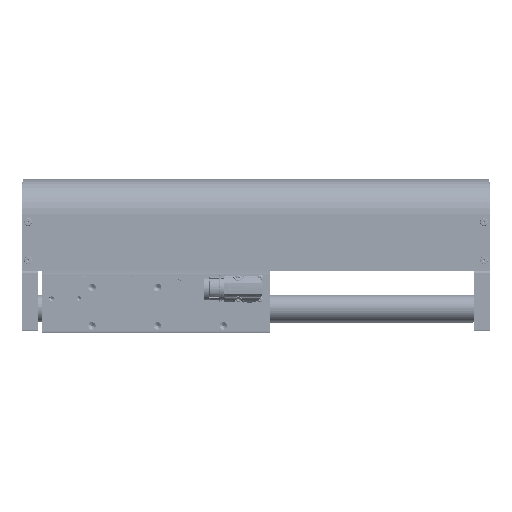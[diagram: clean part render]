
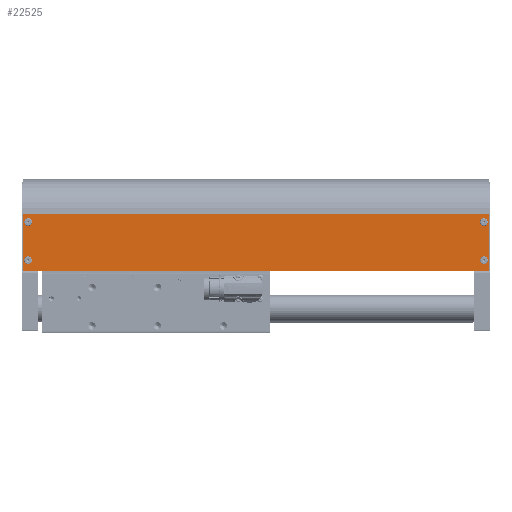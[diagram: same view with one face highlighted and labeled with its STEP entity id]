
A CAD part, top view. The second image highlights one B-rep face of the part: STEP entity #22525.
In plain terms, the highlighted face is planar.
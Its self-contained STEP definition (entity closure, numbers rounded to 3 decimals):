
#1212 = DIRECTION ( 'NONE',  ( 0., 0., 1. ) ) ;
#1543 = DIRECTION ( 'NONE',  ( 0., -1., 0. ) ) ;
#4018 = EDGE_LOOP ( 'NONE', ( #45255 ) ) ;
#4629 = AXIS2_PLACEMENT_3D ( 'NONE', #22990, #71618, #78519 ) ;
#6646 = EDGE_LOOP ( 'NONE', ( #27779 ) ) ;
#6656 = EDGE_CURVE ( 'NONE', #22543, #67944, #69502, .T. ) ;
#7107 = DIRECTION ( 'NONE',  ( 0., 0., 1. ) ) ;
#9636 = CIRCLE ( 'NONE', #29171, 2.4 ) ;
#10255 = FACE_BOUND ( 'NONE', #4018, .T. ) ;
#11982 = ORIENTED_EDGE ( 'NONE', *, *, #71376, .F. ) ;
#12620 = FACE_BOUND ( 'NONE', #57079, .T. ) ;
#13416 = DIRECTION ( 'NONE',  ( -1., 0., 0. ) ) ;
#15001 = CIRCLE ( 'NONE', #4629, 2.4 ) ;
#15319 = DIRECTION ( 'NONE',  ( -1., 0., 0. ) ) ;
#15947 = EDGE_CURVE ( 'NONE', #28889, #48312, #72800, .T. ) ;
#16681 = CARTESIAN_POINT ( 'NONE',  ( -32., 0., 427. ) ) ;
#16804 = VERTEX_POINT ( 'NONE', #48235 ) ;
#17677 = CARTESIAN_POINT ( 'NONE',  ( -32., -7., 424.4 ) ) ;
#18072 = EDGE_CURVE ( 'NONE', #25538, #25538, #15001, .T. ) ;
#21639 = DIRECTION ( 'NONE',  ( 0., -1., 0. ) ) ;
#22525 = ADVANCED_FACE ( 'NONE', ( #73833, #42811, #12620, #10255, #36746 ), #23206, .F. ) ;
#22543 = VERTEX_POINT ( 'NONE', #38736 ) ;
#22990 = CARTESIAN_POINT ( 'NONE',  ( -32., -7., 5. ) ) ;
#23206 = PLANE ( 'NONE',  #76682 ) ;
#23400 = DIRECTION ( 'NONE',  ( -1., 0., 0. ) ) ;
#23677 = VECTOR ( 'NONE', #21639, 1000. ) ;
#23840 = EDGE_CURVE ( 'NONE', #28889, #67944, #65276, .T. ) ;
#23957 = VECTOR ( 'NONE', #7107, 1000. ) ;
#25538 = VERTEX_POINT ( 'NONE', #61091 ) ;
#27779 = ORIENTED_EDGE ( 'NONE', *, *, #74776, .F. ) ;
#28889 = VERTEX_POINT ( 'NONE', #16681 ) ;
#29171 = AXIS2_PLACEMENT_3D ( 'NONE', #48717, #23400, #80518 ) ;
#29217 = AXIS2_PLACEMENT_3D ( 'NONE', #76133, #15319, #63484 ) ;
#31167 = CARTESIAN_POINT ( 'NONE',  ( -32., -51.5, 427. ) ) ;
#31384 = DIRECTION ( 'NONE',  ( 1., 0., 0. ) ) ;
#32187 = DIRECTION ( 'NONE',  ( 0., 1., 0. ) ) ;
#32932 = ORIENTED_EDGE ( 'NONE', *, *, #23840, .F. ) ;
#32947 = LINE ( 'NONE', #39485, #80139 ) ;
#34349 = CARTESIAN_POINT ( 'NONE',  ( -32., 0., 427. ) ) ;
#35879 = CARTESIAN_POINT ( 'NONE',  ( -32., -42., 7.4 ) ) ;
#36746 = FACE_BOUND ( 'NONE', #77858, .T. ) ;
#38736 = CARTESIAN_POINT ( 'NONE',  ( -32., -51.5, 0. ) ) ;
#39485 = CARTESIAN_POINT ( 'NONE',  ( -32., 0., 0. ) ) ;
#39656 = CIRCLE ( 'NONE', #29217, 2.4 ) ;
#41015 = CARTESIAN_POINT ( 'NONE',  ( -32., 0., 427. ) ) ;
#42140 = ORIENTED_EDGE ( 'NONE', *, *, #18072, .F. ) ;
#42811 = FACE_BOUND ( 'NONE', #6646, .T. ) ;
#45255 = ORIENTED_EDGE ( 'NONE', *, *, #51524, .F. ) ;
#48235 = CARTESIAN_POINT ( 'NONE',  ( -32., -42., 424.4 ) ) ;
#48312 = VERTEX_POINT ( 'NONE', #60351 ) ;
#48717 = CARTESIAN_POINT ( 'NONE',  ( -32., -42., 5. ) ) ;
#49884 = VERTEX_POINT ( 'NONE', #17677 ) ;
#51330 = CARTESIAN_POINT ( 'NONE',  ( -32., 0., 427. ) ) ;
#51524 = EDGE_CURVE ( 'NONE', #78681, #78681, #9636, .T. ) ;
#54413 = DIRECTION ( 'NONE',  ( 0., 0., -1. ) ) ;
#54418 = ORIENTED_EDGE ( 'NONE', *, *, #63386, .T. ) ;
#56650 = ORIENTED_EDGE ( 'NONE', *, *, #15947, .T. ) ;
#56846 = EDGE_LOOP ( 'NONE', ( #54418, #61723, #32932, #56650 ) ) ;
#57079 = EDGE_LOOP ( 'NONE', ( #11982 ) ) ;
#60351 = CARTESIAN_POINT ( 'NONE',  ( -32., 0., 0. ) ) ;
#61091 = CARTESIAN_POINT ( 'NONE',  ( -32., -7., 7.4 ) ) ;
#61723 = ORIENTED_EDGE ( 'NONE', *, *, #6656, .T. ) ;
#63386 = EDGE_CURVE ( 'NONE', #48312, #22543, #32947, .T. ) ;
#63484 = DIRECTION ( 'NONE',  ( 0., 0., 1. ) ) ;
#65103 = VECTOR ( 'NONE', #54413, 1000. ) ;
#65276 = LINE ( 'NONE', #34349, #23677 ) ;
#67944 = VERTEX_POINT ( 'NONE', #72094 ) ;
#68097 = CIRCLE ( 'NONE', #75992, 2.4 ) ;
#69502 = LINE ( 'NONE', #31167, #23957 ) ;
#71376 = EDGE_CURVE ( 'NONE', #49884, #49884, #68097, .T. ) ;
#71618 = DIRECTION ( 'NONE',  ( -1., 0., 0. ) ) ;
#72094 = CARTESIAN_POINT ( 'NONE',  ( -32., -51.5, 427. ) ) ;
#72800 = LINE ( 'NONE', #41015, #65103 ) ;
#73833 = FACE_OUTER_BOUND ( 'NONE', #56846, .T. ) ;
#74630 = CARTESIAN_POINT ( 'NONE',  ( -32., -7., 422. ) ) ;
#74776 = EDGE_CURVE ( 'NONE', #16804, #16804, #39656, .T. ) ;
#75992 = AXIS2_PLACEMENT_3D ( 'NONE', #74630, #13416, #1212 ) ;
#76133 = CARTESIAN_POINT ( 'NONE',  ( -32., -42., 422. ) ) ;
#76682 = AXIS2_PLACEMENT_3D ( 'NONE', #51330, #31384, #32187 ) ;
#77858 = EDGE_LOOP ( 'NONE', ( #42140 ) ) ;
#78519 = DIRECTION ( 'NONE',  ( 0., 0., 1. ) ) ;
#78681 = VERTEX_POINT ( 'NONE', #35879 ) ;
#80139 = VECTOR ( 'NONE', #1543, 1000. ) ;
#80518 = DIRECTION ( 'NONE',  ( 0., 0., 1. ) ) ;
